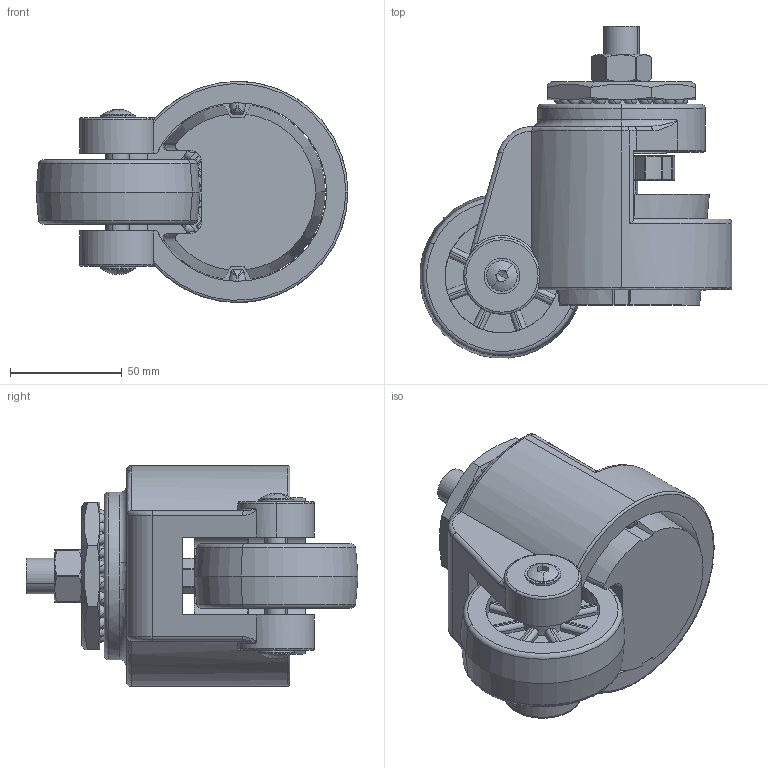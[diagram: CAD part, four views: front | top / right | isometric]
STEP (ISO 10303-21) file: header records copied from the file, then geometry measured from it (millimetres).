
FILE_DESCRIPTION (( 'STEP AP214' ), '1' );
FILE_NAME ('Ñáîðêà1.STEP', '2024-06-06T09:54:40', ( '' ), ( '' ), 'SwSTEP 2.0', 'SolidWorks 2022', '' );
FILE_SCHEMA (( 'AUTOMOTIVE_DESIGN' ));
Length unit declared in the file: millimetre
Products named in the file (14): A698 Самоустанавливающееся колесо с тормозом Ø73 M16x45_2; Сборка1; A698 Поворотная площадка_00; A698 Подшипник_00; A698 Ножка_00; A698 Винт_00; A698 Регулировка опоры_00; A698 Винт M8x16_00; A698 Крепление ножки_00; A698 Втулка_00; A698 Основание_00; A698 Шайба_00; A698 Гайка_00; A698 Колесо_00
Assembly tree (38 placements, depth 3):
  Сборка1
    A698 Самоустанавливающееся колесо с тормозом Ø73 M16x45_2
      A698 Основание_00
      A698 Крепление ножки_00
      A698 Ножка_00
      A698 Колесо_00
      A698 Регулировка опоры_00
      A698 Подшипник_00  x24
      A698 Винт M8x16_00  x2
      A698 Шайба_00  x2
      A698 Втулка_00
      A698 Поворотная площадка_00
      A698 Гайка_00
      A698 Винт_00
Bounding box: 139.46 x 148.46 x 98.9 mm (x, y, z)
Volume: 568878.2 mm3; surface area: 140677.5 mm2
Topology: 39 solids, 39 shells, 912 faces, 2287 edges, 1369 vertices
Faces by surface type: cylinder 329, plane 243, torus 184, sphere 121, cone 24, bspline 11
Entity records: 26929 total; most frequent: CARTESIAN_POINT 6326, DIRECTION 4592, ORIENTED_EDGE 3982, EDGE_CURVE 1991, AXIS2_PLACEMENT_3D 1906, VERTEX_POINT 1194, CIRCLE 1041, EDGE_LOOP 861
